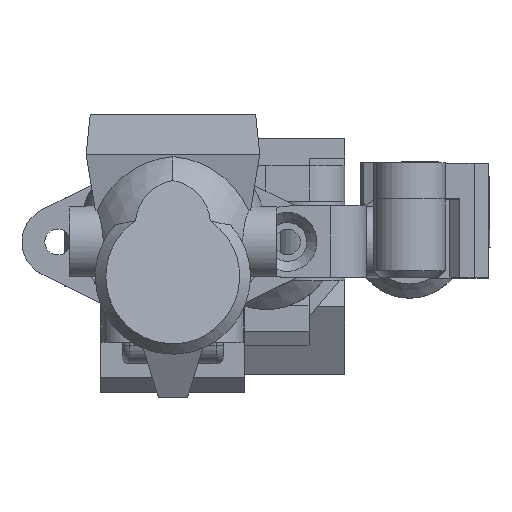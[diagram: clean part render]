
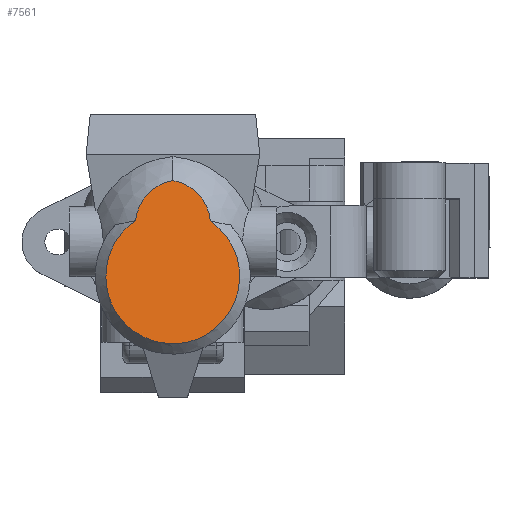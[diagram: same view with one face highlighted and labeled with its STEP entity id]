
A CAD part, top view. The second image highlights one B-rep face of the part: STEP entity #7561.
In plain terms, the highlighted planar face has unit normal (0, 0.174, 0.985).
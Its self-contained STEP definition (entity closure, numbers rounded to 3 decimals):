
#66=B_SPLINE_CURVE_WITH_KNOTS('',3,(#11335,#11336,#11337,#11338,#11339,
#11340,#11341,#11342,#11343,#11344),.UNSPECIFIED.,.F.,.F.,(4,1,1,1,1,1,
1,4),(-5.686,-4.958,-4.23,-3.502,
-2.775,-2.047,-1.319,-0.591),
 .UNSPECIFIED.);
#321=PLANE('',#8086);
#717=FACE_OUTER_BOUND('',#1159,.T.);
#1159=EDGE_LOOP('',(#5340,#5341,#5342));
#3101=CIRCLE('',#8087,3.171);
#3102=CIRCLE('',#8088,3.171);
#3423=VERTEX_POINT('',#11314);
#3424=VERTEX_POINT('',#11334);
#3426=VERTEX_POINT('',#11411);
#4170=EDGE_CURVE('',#3423,#3424,#66,.T.);
#4173=EDGE_CURVE('',#3424,#3426,#3101,.T.);
#4174=EDGE_CURVE('',#3423,#3426,#3102,.T.);
#5340=ORIENTED_EDGE('',*,*,#4173,.F.);
#5341=ORIENTED_EDGE('',*,*,#4170,.F.);
#5342=ORIENTED_EDGE('',*,*,#4174,.T.);
#7561=ADVANCED_FACE('',(#717),#321,.T.);
#8086=AXIS2_PLACEMENT_3D('',#11410,#8962,#8963);
#8087=AXIS2_PLACEMENT_3D('',#11412,#8964,#8965);
#8088=AXIS2_PLACEMENT_3D('',#11413,#8966,#8967);
#8962=DIRECTION('center_axis',(0.,0.174,0.985));
#8963=DIRECTION('ref_axis',(1.,0.,0.));
#8964=DIRECTION('center_axis',(0.,-0.174,-0.985));
#8965=DIRECTION('ref_axis',(0.,0.985,-0.174));
#8966=DIRECTION('center_axis',(0.,0.174,0.985));
#8967=DIRECTION('ref_axis',(0.,0.985,-0.174));
#11314=CARTESIAN_POINT('',(2.602,1.325,35.776));
#11334=CARTESIAN_POINT('',(-2.601,1.341,35.773));
#11335=CARTESIAN_POINT('Ctrl Pts',(2.602,1.325,35.776));
#11336=CARTESIAN_POINT('Ctrl Pts',(3.537,0.689,35.888));
#11337=CARTESIAN_POINT('Ctrl Pts',(4.932,-1.299,36.239));
#11338=CARTESIAN_POINT('Ctrl Pts',(4.497,-4.933,36.879));
#11339=CARTESIAN_POINT('Ctrl Pts',(1.778,-7.34,37.304));
#11340=CARTESIAN_POINT('Ctrl Pts',(-1.828,-7.325,37.301));
#11341=CARTESIAN_POINT('Ctrl Pts',(-4.538,-4.908,
36.875));
#11342=CARTESIAN_POINT('Ctrl Pts',(-4.943,-1.268,
36.233));
#11343=CARTESIAN_POINT('Ctrl Pts',(-3.54,0.711,35.884));
#11344=CARTESIAN_POINT('Ctrl Pts',(-2.601,1.341,35.773));
#11410=CARTESIAN_POINT('Origin',(0.,1.559,
35.735));
#11411=CARTESIAN_POINT('',(0.,4.132,35.281));
#11412=CARTESIAN_POINT('Origin',(0.557,1.057,35.823));
#11413=CARTESIAN_POINT('Origin',(-0.557,1.057,35.823));
